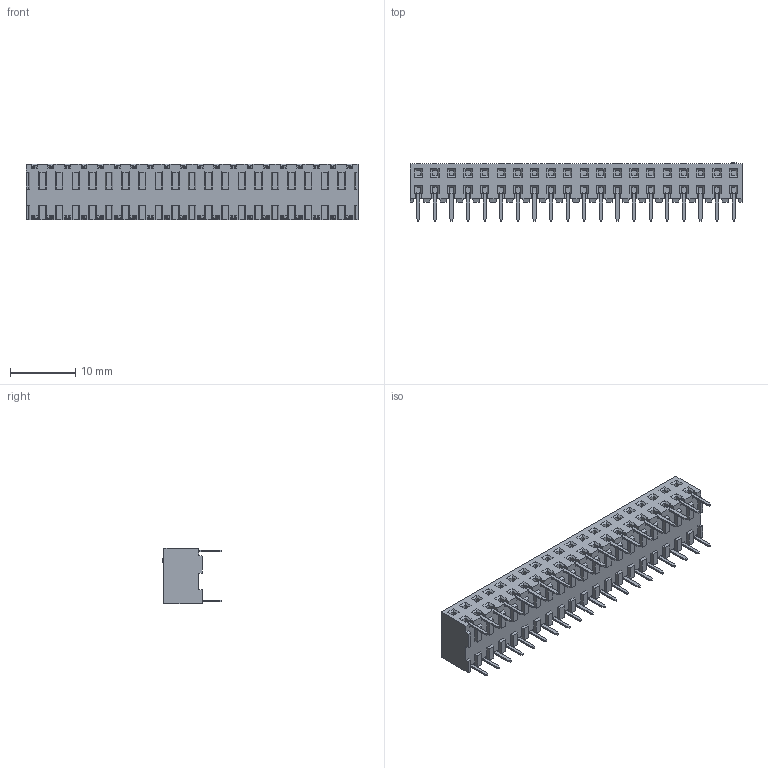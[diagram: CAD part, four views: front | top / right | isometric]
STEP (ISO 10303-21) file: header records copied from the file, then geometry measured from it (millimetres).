
FILE_DESCRIPTION( ( 'STEP AP214' ), '1' );
FILE_NAME( 'psolqas07542431318.stp', '2020-02-11T06:54:24', ( '' ), ( '' ), ' ', 'PARTsolutions', ' ' );
FILE_SCHEMA( ( 'AUTOMOTIVE_DESIGN { 1 0 10303 214 1 1 1 1 }' ) );
Length unit declared in the file: metre
Products named in the file (1): 1
Bounding box: 50.8 x 8.89 x 8.5 mm (x, y, z)
Volume: 1842.9 mm3; surface area: 3579.3 mm2
Topology: 1 solids, 1 shells, 1675 faces, 4479 edges, 2846 vertices
Faces by surface type: plane 1615, cylinder 60
Full cylindrical faces by diameter (mm): 0.635 x20
Entity records: 50468 total; most frequent: CARTESIAN_POINT 8941, ORIENTED_EDGE 8878, DIRECTION 7911, EDGE_CURVE 4439, LINE 4319, VECTOR 4319, VERTEX_POINT 2826, AXIS2_PLACEMENT_3D 1796
